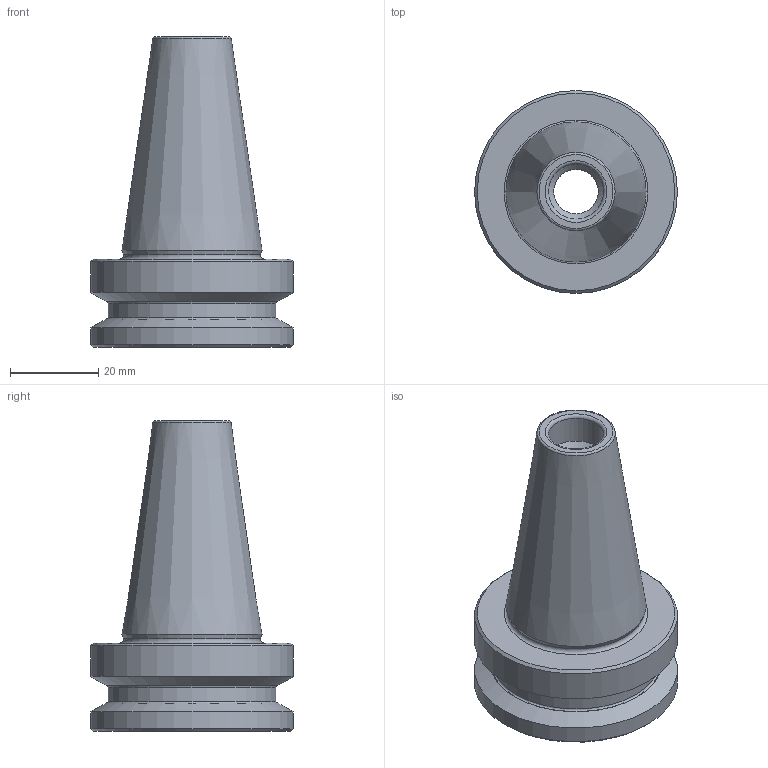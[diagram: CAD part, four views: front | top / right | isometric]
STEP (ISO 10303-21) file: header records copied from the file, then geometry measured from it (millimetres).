
FILE_DESCRIPTION(/* description */ (''),/* implementation_level */ '2;1');
FILE_NAME(/* name */ '213012008.stp',/* time_stamp */ '2021-01-08T12:37:09',/* author */ ('LRA'),/* organization */ ('REGO-FIX'),/* preprocessor_version */ ' Unknown',/* originating_system */ 'SIEMENS PLM Software Solid Edge ST10',/* authorization */ 'Unknown');
FILE_SCHEMA (('AUTOMOTIVE_DESIGN { 1 0 10303 214 2 1 1}'));
Length unit declared in the file: millimetre
Products named in the file (1): NOCUT
Bounding box: 46 x 46 x 70.4 mm (x, y, z)
Volume: 40005.1 mm3; surface area: 13393.6 mm2
Topology: 1 solids, 1 shells, 39 faces, 80 edges, 47 vertices
Faces by surface type: cone 12, cylinder 9, torus 8, plane 7, bspline 3
Full cylindrical faces by diameter (mm): 10.106 x2, 12.5 x1, 13.5 x1, 28.5 x1, 38 x1, 46 x2
Entity records: 1998 total; most frequent: CARTESIAN_POINT 1006, DIRECTION 156, ORIENTED_EDGE 98, AXIS2_PLACEMENT_3D 77, EDGE_LOOP 72, FACE_BOUND 72, EDGE_CURVE 49, VERTEX_POINT 43
